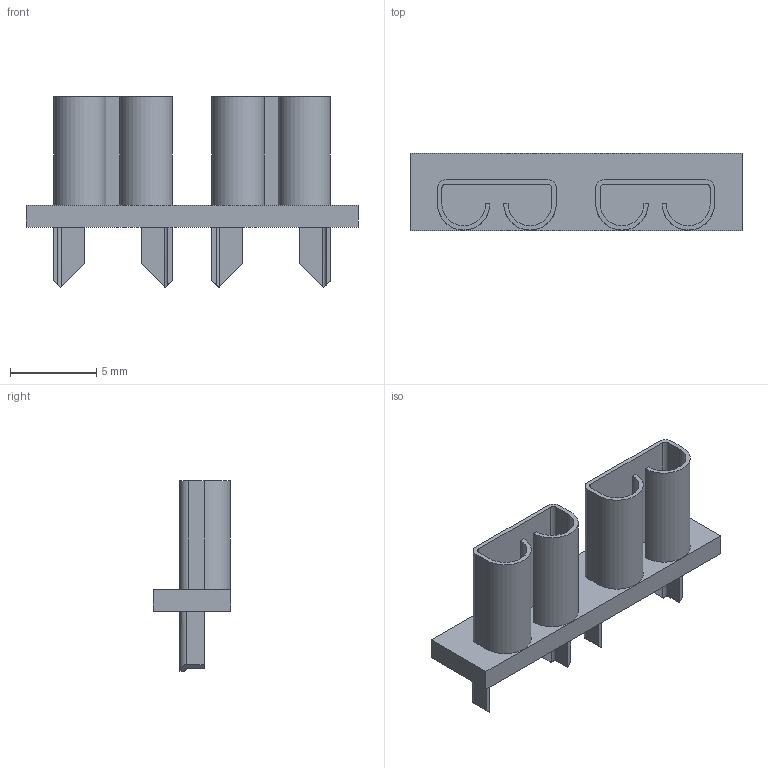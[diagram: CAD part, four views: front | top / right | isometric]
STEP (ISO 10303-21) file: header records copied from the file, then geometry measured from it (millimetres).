
FILE_DESCRIPTION(/* description */ (''),/* implementation_level */ '2;1');
FILE_NAME(/* name */ '36-3522-2-ND_Fuse-Holder v3.step',/* time_stamp */ '2022-07-01T14:55:43-07:00',/* author */ (''),/* organization */ (''),/* preprocessor_version */ 'ST-DEVELOPER v19',/* originating_system */ 'Autodesk Translation Framework v11.7.0.108',/* authorisation */ '');
FILE_SCHEMA (('AUTOMOTIVE_DESIGN { 1 0 10303 214 3 1 1 }'));
Length unit declared in the file: millimetre
Products named in the file (1): 36-3522-2-ND_Fuse-Holder
Bounding box: 19.3 x 4.5 x 11.1 mm (x, y, z)
Volume: 172.6 mm3; surface area: 788.7 mm2
Topology: 7 solids, 7 shells, 96 faces, 236 edges, 156 vertices
Faces by surface type: plane 68, cylinder 28
Entity records: 2869 total; most frequent: DIRECTION 490, CARTESIAN_POINT 489, ORIENTED_EDGE 472, EDGE_CURVE 236, LINE 176, VECTOR 176, AXIS2_PLACEMENT_3D 157, VERTEX_POINT 156
